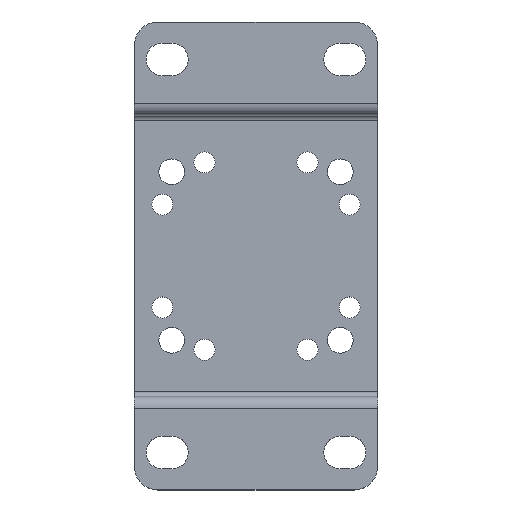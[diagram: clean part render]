
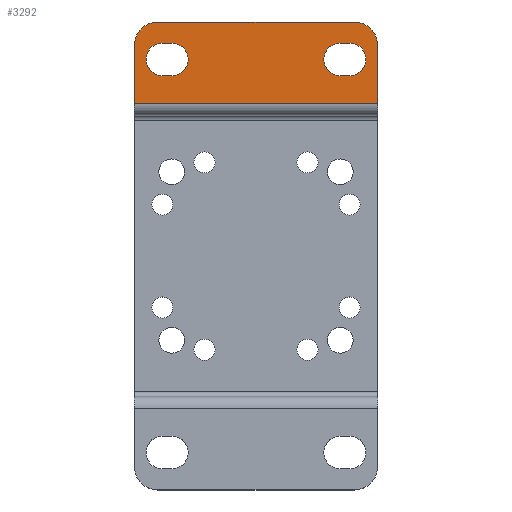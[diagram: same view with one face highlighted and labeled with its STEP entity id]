
A CAD part, top view. The second image highlights one B-rep face of the part: STEP entity #3292.
In plain terms, the highlighted planar face has unit normal (0, 0, 1).
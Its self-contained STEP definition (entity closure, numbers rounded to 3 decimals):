
#12 = CARTESIAN_POINT ( 'NONE',  ( -21., 45., 14.5 ) ) ;
#15 = CARTESIAN_POINT ( 'NONE',  ( 18., 42., 14.5 ) ) ;
#22 = DIRECTION ( 'NONE',  ( 0., 0., -1. ) ) ;
#61 = ORIENTED_EDGE ( 'NONE', *, *, #1184, .T. ) ;
#91 = VECTOR ( 'NONE', #1962, 1000. ) ;
#108 = VERTEX_POINT ( 'NONE', #1978 ) ;
#116 = EDGE_LOOP ( 'NONE', ( #685, #2187, #1916, #3312, #1398 ) ) ;
#117 = DIRECTION ( 'NONE',  ( 0., 0., -1. ) ) ;
#140 = CIRCLE ( 'NONE', #3497, 3.5 ) ;
#141 = CARTESIAN_POINT ( 'NONE',  ( -26., 32.5, 14.5 ) ) ;
#178 = DIRECTION ( 'NONE',  ( 0., -1., 0. ) ) ;
#181 = ORIENTED_EDGE ( 'NONE', *, *, #3400, .T. ) ;
#209 = EDGE_CURVE ( 'NONE', #3411, #2071, #1504, .T. ) ;
#227 = CARTESIAN_POINT ( 'NONE',  ( -23.5, 42., 14.5 ) ) ;
#247 = EDGE_CURVE ( 'NONE', #1437, #2154, #1089, .T. ) ;
#273 = CIRCLE ( 'NONE', #1993, 5. ) ;
#282 = CARTESIAN_POINT ( 'NONE',  ( 20., 38.5, 14.5 ) ) ;
#298 = FACE_BOUND ( 'NONE', #2059, .T. ) ;
#306 = DIRECTION ( 'NONE',  ( -1., 0., 0. ) ) ;
#386 = CARTESIAN_POINT ( 'NONE',  ( -20., 42., 14.5 ) ) ;
#387 = EDGE_CURVE ( 'NONE', #2303, #2549, #2251, .T. ) ;
#404 = DIRECTION ( 'NONE',  ( 0., -1., 0. ) ) ;
#545 = DIRECTION ( 'NONE',  ( 0., -1., 0. ) ) ;
#562 = AXIS2_PLACEMENT_3D ( 'NONE', #1522, #1237, #1224 ) ;
#583 = DIRECTION ( 'NONE',  ( 0., -1., 0. ) ) ;
#586 = CARTESIAN_POINT ( 'NONE',  ( 14.5, 42., 14.5 ) ) ;
#624 = CARTESIAN_POINT ( 'NONE',  ( -18., 45.5, 14.5 ) ) ;
#636 = AXIS2_PLACEMENT_3D ( 'NONE', #3350, #117, #404 ) ;
#677 = EDGE_CURVE ( 'NONE', #2850, #108, #2232, .T. ) ;
#685 = ORIENTED_EDGE ( 'NONE', *, *, #209, .T. ) ;
#765 = EDGE_CURVE ( 'NONE', #2071, #2920, #1205, .T. ) ;
#778 = VECTOR ( 'NONE', #2184, 1000. ) ;
#873 = LINE ( 'NONE', #2784, #91 ) ;
#895 = CARTESIAN_POINT ( 'NONE',  ( -20., 42., 14.5 ) ) ;
#899 = CARTESIAN_POINT ( 'NONE',  ( 26., 50., 14.5 ) ) ;
#933 = DIRECTION ( 'NONE',  ( 0., -1., 0. ) ) ;
#948 = VECTOR ( 'NONE', #1919, 1000. ) ;
#974 = AXIS2_PLACEMENT_3D ( 'NONE', #2874, #2359, #3427 ) ;
#1032 = AXIS2_PLACEMENT_3D ( 'NONE', #3284, #22, #1138 ) ;
#1040 = VERTEX_POINT ( 'NONE', #227 ) ;
#1058 = CARTESIAN_POINT ( 'NONE',  ( -20., 45.5, 14.5 ) ) ;
#1089 = CIRCLE ( 'NONE', #3047, 3.5 ) ;
#1138 = DIRECTION ( 'NONE',  ( 0., -1., 0. ) ) ;
#1184 = EDGE_CURVE ( 'NONE', #1596, #2829, #3426, .T. ) ;
#1205 = CIRCLE ( 'NONE', #974, 3.5 ) ;
#1224 = DIRECTION ( 'NONE',  ( 0., -1., 0. ) ) ;
#1229 = ORIENTED_EDGE ( 'NONE', *, *, #1668, .F. ) ;
#1237 = DIRECTION ( 'NONE',  ( 0., 0., -1. ) ) ;
#1240 = CARTESIAN_POINT ( 'NONE',  ( -26., 50., 14.5 ) ) ;
#1269 = ORIENTED_EDGE ( 'NONE', *, *, #2222, .T. ) ;
#1274 = EDGE_CURVE ( 'NONE', #1596, #1452, #273, .T. ) ;
#1354 = EDGE_CURVE ( 'NONE', #2549, #1040, #2162, .T. ) ;
#1398 = ORIENTED_EDGE ( 'NONE', *, *, #2259, .T. ) ;
#1437 = VERTEX_POINT ( 'NONE', #2629 ) ;
#1442 = FACE_OUTER_BOUND ( 'NONE', #3018, .T. ) ;
#1448 = EDGE_CURVE ( 'NONE', #2817, #2850, #2601, .T. ) ;
#1452 = VERTEX_POINT ( 'NONE', #1791 ) ;
#1490 = VECTOR ( 'NONE', #2268, 1000. ) ;
#1492 = DIRECTION ( 'NONE',  ( 0., 0., -1. ) ) ;
#1494 = CARTESIAN_POINT ( 'NONE',  ( 18., 45.5, 14.5 ) ) ;
#1504 = LINE ( 'NONE', #2308, #2933 ) ;
#1522 = CARTESIAN_POINT ( 'NONE',  ( 21., 45., 14.5 ) ) ;
#1543 = VERTEX_POINT ( 'NONE', #1577 ) ;
#1557 = CARTESIAN_POINT ( 'NONE',  ( 18., 42., 14.5 ) ) ;
#1560 = ORIENTED_EDGE ( 'NONE', *, *, #387, .T. ) ;
#1577 = CARTESIAN_POINT ( 'NONE',  ( -20., 45.5, 14.5 ) ) ;
#1596 = VERTEX_POINT ( 'NONE', #3009 ) ;
#1668 = EDGE_CURVE ( 'NONE', #108, #2829, #873, .T. ) ;
#1687 = DIRECTION ( 'NONE',  ( 0., 0., -1. ) ) ;
#1713 = VECTOR ( 'NONE', #306, 1000. ) ;
#1741 = ORIENTED_EDGE ( 'NONE', *, *, #1448, .F. ) ;
#1766 = AXIS2_PLACEMENT_3D ( 'NONE', #895, #2995, #583 ) ;
#1774 = ORIENTED_EDGE ( 'NONE', *, *, #1354, .T. ) ;
#1786 = DIRECTION ( 'NONE',  ( 0., -1., 0. ) ) ;
#1791 = CARTESIAN_POINT ( 'NONE',  ( -21., 50., 14.5 ) ) ;
#1812 = EDGE_CURVE ( 'NONE', #1543, #1902, #2951, .T. ) ;
#1824 = CARTESIAN_POINT ( 'NONE',  ( -20., 38.5, 14.5 ) ) ;
#1854 = ORIENTED_EDGE ( 'NONE', *, *, #2567, .T. ) ;
#1902 = VERTEX_POINT ( 'NONE', #624 ) ;
#1911 = CARTESIAN_POINT ( 'NONE',  ( 26., 50., 14.5 ) ) ;
#1916 = ORIENTED_EDGE ( 'NONE', *, *, #2399, .T. ) ;
#1919 = DIRECTION ( 'NONE',  ( -1., 0., 0. ) ) ;
#1962 = DIRECTION ( 'NONE',  ( -1., 0., 0. ) ) ;
#1978 = CARTESIAN_POINT ( 'NONE',  ( 26., 32.5, 14.5 ) ) ;
#1987 = VECTOR ( 'NONE', #3205, 1000. ) ;
#1993 = AXIS2_PLACEMENT_3D ( 'NONE', #12, #1687, #2461 ) ;
#2059 = EDGE_LOOP ( 'NONE', ( #2900, #181, #1560, #1774, #1854 ) ) ;
#2069 = DIRECTION ( 'NONE',  ( 1., 0., 0. ) ) ;
#2071 = VERTEX_POINT ( 'NONE', #2931 ) ;
#2117 = CIRCLE ( 'NONE', #636, 3.5 ) ;
#2147 = CIRCLE ( 'NONE', #2705, 3.5 ) ;
#2154 = VERTEX_POINT ( 'NONE', #586 ) ;
#2162 = CIRCLE ( 'NONE', #1766, 3.5 ) ;
#2184 = DIRECTION ( 'NONE',  ( -1., 0., 0. ) ) ;
#2187 = ORIENTED_EDGE ( 'NONE', *, *, #765, .T. ) ;
#2222 = EDGE_CURVE ( 'NONE', #2817, #1452, #2739, .T. ) ;
#2232 = LINE ( 'NONE', #899, #1490 ) ;
#2251 = LINE ( 'NONE', #3322, #1713 ) ;
#2259 = EDGE_CURVE ( 'NONE', #2154, #3411, #2147, .T. ) ;
#2268 = DIRECTION ( 'NONE',  ( 0., -1., 0. ) ) ;
#2303 = VERTEX_POINT ( 'NONE', #2534 ) ;
#2308 = CARTESIAN_POINT ( 'NONE',  ( 18., 45.5, 14.5 ) ) ;
#2359 = DIRECTION ( 'NONE',  ( 0., 0., -1. ) ) ;
#2399 = EDGE_CURVE ( 'NONE', #2920, #1437, #2678, .T. ) ;
#2451 = DIRECTION ( 'NONE',  ( 0., 0., -1. ) ) ;
#2455 = ORIENTED_EDGE ( 'NONE', *, *, #677, .F. ) ;
#2461 = DIRECTION ( 'NONE',  ( 0., -1., 0. ) ) ;
#2472 = PLANE ( 'NONE',  #1032 ) ;
#2534 = CARTESIAN_POINT ( 'NONE',  ( -18., 38.5, 14.5 ) ) ;
#2549 = VERTEX_POINT ( 'NONE', #1824 ) ;
#2567 = EDGE_CURVE ( 'NONE', #1040, #1543, #140, .T. ) ;
#2601 = CIRCLE ( 'NONE', #562, 5. ) ;
#2620 = ORIENTED_EDGE ( 'NONE', *, *, #1274, .F. ) ;
#2629 = CARTESIAN_POINT ( 'NONE',  ( 18., 38.5, 14.5 ) ) ;
#2678 = LINE ( 'NONE', #282, #948 ) ;
#2705 = AXIS2_PLACEMENT_3D ( 'NONE', #15, #2451, #545 ) ;
#2739 = LINE ( 'NONE', #1911, #778 ) ;
#2768 = FACE_BOUND ( 'NONE', #116, .T. ) ;
#2784 = CARTESIAN_POINT ( 'NONE',  ( 26., 32.5, 14.5 ) ) ;
#2817 = VERTEX_POINT ( 'NONE', #3073 ) ;
#2829 = VERTEX_POINT ( 'NONE', #141 ) ;
#2841 = CARTESIAN_POINT ( 'NONE',  ( 20., 38.5, 14.5 ) ) ;
#2850 = VERTEX_POINT ( 'NONE', #3114 ) ;
#2874 = CARTESIAN_POINT ( 'NONE',  ( 20., 42., 14.5 ) ) ;
#2900 = ORIENTED_EDGE ( 'NONE', *, *, #1812, .T. ) ;
#2920 = VERTEX_POINT ( 'NONE', #2841 ) ;
#2931 = CARTESIAN_POINT ( 'NONE',  ( 20., 45.5, 14.5 ) ) ;
#2933 = VECTOR ( 'NONE', #2069, 1000. ) ;
#2951 = LINE ( 'NONE', #1058, #1987 ) ;
#2995 = DIRECTION ( 'NONE',  ( 0., 0., -1. ) ) ;
#3009 = CARTESIAN_POINT ( 'NONE',  ( -26., 45., 14.5 ) ) ;
#3018 = EDGE_LOOP ( 'NONE', ( #1269, #2620, #61, #1229, #2455, #1741 ) ) ;
#3047 = AXIS2_PLACEMENT_3D ( 'NONE', #1557, #3131, #178 ) ;
#3073 = CARTESIAN_POINT ( 'NONE',  ( 21., 50., 14.5 ) ) ;
#3114 = CARTESIAN_POINT ( 'NONE',  ( 26., 45., 14.5 ) ) ;
#3131 = DIRECTION ( 'NONE',  ( 0., 0., -1. ) ) ;
#3205 = DIRECTION ( 'NONE',  ( 1., 0., 0. ) ) ;
#3284 = CARTESIAN_POINT ( 'NONE',  ( 26., 50., 14.5 ) ) ;
#3292 = ADVANCED_FACE ( 'NONE', ( #298, #2768, #1442 ), #2472, .F. ) ;
#3312 = ORIENTED_EDGE ( 'NONE', *, *, #247, .T. ) ;
#3322 = CARTESIAN_POINT ( 'NONE',  ( -18., 38.5, 14.5 ) ) ;
#3329 = VECTOR ( 'NONE', #933, 1000. ) ;
#3350 = CARTESIAN_POINT ( 'NONE',  ( -18., 42., 14.5 ) ) ;
#3400 = EDGE_CURVE ( 'NONE', #1902, #2303, #2117, .T. ) ;
#3411 = VERTEX_POINT ( 'NONE', #1494 ) ;
#3426 = LINE ( 'NONE', #1240, #3329 ) ;
#3427 = DIRECTION ( 'NONE',  ( 0., -1., 0. ) ) ;
#3497 = AXIS2_PLACEMENT_3D ( 'NONE', #386, #1492, #1786 ) ;
